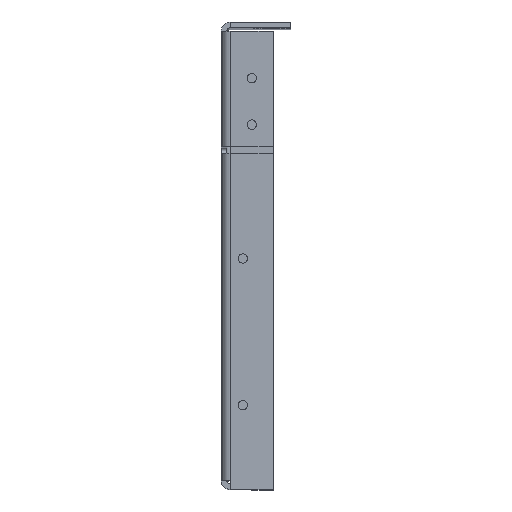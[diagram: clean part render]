
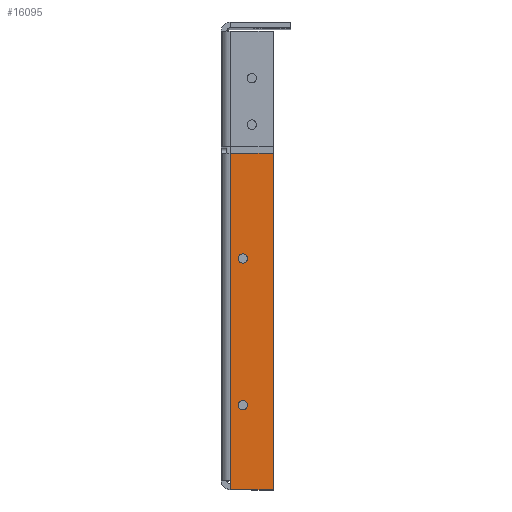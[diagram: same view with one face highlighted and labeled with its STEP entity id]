
A CAD part, top view. The second image highlights one B-rep face of the part: STEP entity #16095.
In plain terms, the highlighted planar face has unit normal (0, 0, 1).
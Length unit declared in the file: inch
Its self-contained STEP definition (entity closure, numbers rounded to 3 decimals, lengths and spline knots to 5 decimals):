
#265=FACE_BOUND('',#2742,.T.);
#266=FACE_BOUND('',#2743,.T.);
#978=PLANE('',#16923);
#1731=FACE_OUTER_BOUND('',#2741,.T.);
#2741=EDGE_LOOP('',(#15202,#15203,#15204,#15205,#15206));
#2742=EDGE_LOOP('',(#15207));
#2743=EDGE_LOOP('',(#15208));
#4883=LINE('',#25101,#7045);
#4900=LINE('',#25150,#7062);
#4903=LINE('',#25157,#7065);
#4908=LINE('',#25167,#7070);
#4910=LINE('',#25170,#7072);
#7045=VECTOR('',#20617,0.3937);
#7062=VECTOR('',#20658,0.3937);
#7065=VECTOR('',#20665,0.086);
#7070=VECTOR('',#20676,0.3937);
#7072=VECTOR('',#20680,0.3937);
#7137=CIRCLE('',#16188,0.068);
#7139=CIRCLE('',#16191,0.068);
#7225=VERTEX_POINT('',#20936);
#7227=VERTEX_POINT('',#20942);
#8610=VERTEX_POINT('',#25094);
#8613=VERTEX_POINT('',#25099);
#8633=VERTEX_POINT('',#25149);
#8635=VERTEX_POINT('',#25155);
#8637=VERTEX_POINT('',#25166);
#8722=EDGE_CURVE('',#7225,#7225,#7137,.T.);
#8725=EDGE_CURVE('',#7227,#7227,#7139,.T.);
#10804=EDGE_CURVE('',#8610,#8613,#4883,.T.);
#10829=EDGE_CURVE('',#8633,#8610,#4900,.T.);
#10833=EDGE_CURVE('',#8613,#8635,#4903,.T.);
#10838=EDGE_CURVE('',#8637,#8633,#4908,.T.);
#10840=EDGE_CURVE('',#8635,#8637,#4910,.T.);
#15202=ORIENTED_EDGE('',*,*,#10829,.T.);
#15203=ORIENTED_EDGE('',*,*,#10804,.T.);
#15204=ORIENTED_EDGE('',*,*,#10833,.T.);
#15205=ORIENTED_EDGE('',*,*,#10840,.T.);
#15206=ORIENTED_EDGE('',*,*,#10838,.T.);
#15207=ORIENTED_EDGE('',*,*,#8722,.T.);
#15208=ORIENTED_EDGE('',*,*,#8725,.T.);
#16095=ADVANCED_FACE('',(#1731,#265,#266),#978,.T.);
#16188=AXIS2_PLACEMENT_3D('',#20937,#17124,#17125);
#16191=AXIS2_PLACEMENT_3D('',#20943,#17131,#17132);
#16923=AXIS2_PLACEMENT_3D('',#25171,#20681,#20682);
#17124=DIRECTION('center_axis',(0.,0.,-1.));
#17125=DIRECTION('ref_axis',(1.,0.,0.));
#17131=DIRECTION('center_axis',(0.,0.,-1.));
#17132=DIRECTION('ref_axis',(1.,0.,0.));
#20617=DIRECTION('',(0.,-1.,0.));
#20658=DIRECTION('',(0.,-1.,0.));
#20665=DIRECTION('',(1.,0.,0.));
#20676=DIRECTION('',(-1.,0.,0.));
#20680=DIRECTION('',(0.,1.,0.));
#20681=DIRECTION('center_axis',(0.,0.,1.));
#20682=DIRECTION('ref_axis',(1.,0.,0.));
#20936=CARTESIAN_POINT('',(-2.758,1.25691,-12.74577));
#20937=CARTESIAN_POINT('Origin',(-2.69,1.25691,-12.74577));
#20942=CARTESIAN_POINT('',(-2.758,3.37277,-12.74577));
#20943=CARTESIAN_POINT('Origin',(-2.69,3.37277,-12.74577));
#25094=CARTESIAN_POINT('',(-2.87,0.17047,-12.74577));
#25099=CARTESIAN_POINT('',(-2.87,0.04047,-12.74577));
#25101=CARTESIAN_POINT('',(-2.87,2.46497,-12.74577));
#25149=CARTESIAN_POINT('',(-2.87,4.88947,-12.74577));
#25150=CARTESIAN_POINT('',(-2.87,2.46497,-12.74577));
#25155=CARTESIAN_POINT('',(-2.25,0.04047,-12.74577));
#25157=CARTESIAN_POINT('',(-3.14018,0.04047,-12.74577));
#25166=CARTESIAN_POINT('',(-2.25,4.88947,-12.74577));
#25167=CARTESIAN_POINT('',(-2.87,4.88947,-12.74577));
#25170=CARTESIAN_POINT('',(-2.25,4.88947,-12.74577));
#25171=CARTESIAN_POINT('Origin',(-2.62754,2.46497,-12.74577));
